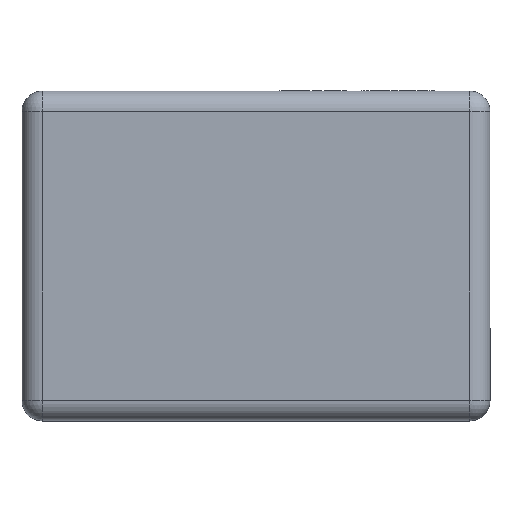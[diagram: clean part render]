
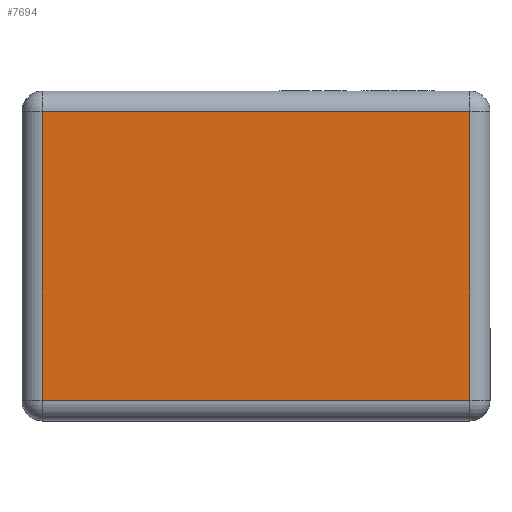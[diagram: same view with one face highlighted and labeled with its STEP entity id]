
A CAD part, top view. The second image highlights one B-rep face of the part: STEP entity #7694.
In plain terms, the highlighted planar face has unit normal (0, 0, 1).
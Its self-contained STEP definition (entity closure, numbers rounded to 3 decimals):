
#441 = CARTESIAN_POINT ( 'NONE',  ( 10.5, -7.1, 10.6 ) ) ;
#1459 = CARTESIAN_POINT ( 'NONE',  ( -11.5, 7.1, 10.6 ) ) ;
#1683 = VERTEX_POINT ( 'NONE', #3435 ) ;
#2195 = DIRECTION ( 'NONE',  ( 1., 0., 0. ) ) ;
#2450 = DIRECTION ( 'NONE',  ( -1., 0., 0. ) ) ;
#2818 = PLANE ( 'NONE',  #4801 ) ;
#3016 = CARTESIAN_POINT ( 'NONE',  ( 10.5, 8.1, 10.6 ) ) ;
#3269 = DIRECTION ( 'NONE',  ( 0., 0., 1. ) ) ;
#3435 = CARTESIAN_POINT ( 'NONE',  ( -10.5, -7.1, 10.6 ) ) ;
#3663 = ORIENTED_EDGE ( 'NONE', *, *, #9805, .T. ) ;
#4341 = CARTESIAN_POINT ( 'NONE',  ( 0., 0., 10.6 ) ) ;
#4435 = ORIENTED_EDGE ( 'NONE', *, *, #10366, .T. ) ;
#4649 = VERTEX_POINT ( 'NONE', #10646 ) ;
#4801 = AXIS2_PLACEMENT_3D ( 'NONE', #4341, #3269, #2195 ) ;
#4897 = CARTESIAN_POINT ( 'NONE',  ( -10.5, -8.1, 10.6 ) ) ;
#5020 = FACE_OUTER_BOUND ( 'NONE', #13542, .T. ) ;
#6302 = EDGE_CURVE ( 'NONE', #6563, #4649, #10840, .T. ) ;
#6541 = CARTESIAN_POINT ( 'NONE',  ( 10.5, 7.1, 10.6 ) ) ;
#6563 = VERTEX_POINT ( 'NONE', #6541 ) ;
#6832 = ORIENTED_EDGE ( 'NONE', *, *, #6302, .T. ) ;
#7013 = VECTOR ( 'NONE', #11287, 1000. ) ;
#7112 = DIRECTION ( 'NONE',  ( 0., -1., 0. ) ) ;
#7561 = VECTOR ( 'NONE', #2450, 1000. ) ;
#7694 = ADVANCED_FACE ( 'NONE', ( #5020 ), #2818, .T. ) ;
#7744 = EDGE_CURVE ( 'NONE', #1683, #11763, #12458, .T. ) ;
#8008 = CARTESIAN_POINT ( 'NONE',  ( 11.5, -7.1, 10.6 ) ) ;
#9113 = VECTOR ( 'NONE', #12354, 1000. ) ;
#9636 = LINE ( 'NONE', #4897, #12043 ) ;
#9805 = EDGE_CURVE ( 'NONE', #11763, #6563, #14528, .T. ) ;
#10366 = EDGE_CURVE ( 'NONE', #4649, #1683, #9636, .T. ) ;
#10646 = CARTESIAN_POINT ( 'NONE',  ( -10.5, 7.1, 10.6 ) ) ;
#10763 = ORIENTED_EDGE ( 'NONE', *, *, #7744, .T. ) ;
#10840 = LINE ( 'NONE', #1459, #7561 ) ;
#11287 = DIRECTION ( 'NONE',  ( 1., 0., 0. ) ) ;
#11763 = VERTEX_POINT ( 'NONE', #441 ) ;
#12043 = VECTOR ( 'NONE', #7112, 1000. ) ;
#12354 = DIRECTION ( 'NONE',  ( 0., 1., 0. ) ) ;
#12458 = LINE ( 'NONE', #8008, #7013 ) ;
#13542 = EDGE_LOOP ( 'NONE', ( #6832, #4435, #10763, #3663 ) ) ;
#14528 = LINE ( 'NONE', #3016, #9113 ) ;
